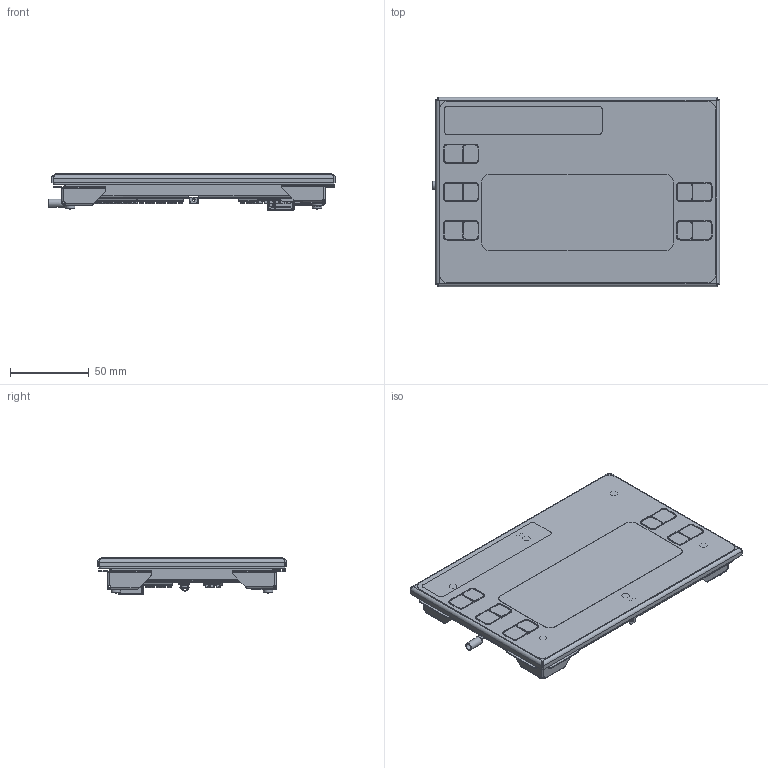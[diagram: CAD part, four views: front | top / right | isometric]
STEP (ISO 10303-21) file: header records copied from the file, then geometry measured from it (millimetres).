
FILE_DESCRIPTION(/* description */ (''),/* implementation_level */ '2;1');
FILE_NAME(/* name */ '1142CX_Simplify_1.stp',/* time_stamp */ '2024-07-05T14:15:45-03:00',/* author */ ('jorge'),/* organization */ (''),/* preprocessor_version */ 'ST-DEVELOPER v20',/* originating_system */ 'Autodesk Inventor 2024',/* authorisation */ '');
FILE_SCHEMA (('AUTOMOTIVE_DESIGN { 1 0 10303 214 3 1 1 }'));
Products named in the file (1): 1142CX_Simplify_1
Bounding box: 182.08 x 120 x 23.26 mm (x, y, z)
Volume: 71879.2 mm3; surface area: 112715.7 mm2
Topology: 13 solids, 24 shells, 4483 faces, 12360 edges, 8022 vertices
Faces by surface type: plane 2963, cylinder 978, bspline 268, cone 234, torus 31, sphere 9
Full cylindrical faces by diameter (mm): 0.1 x4, 1.8 x3, 2.256 x4, 2.8 x4, 3 x4, 3.5 x4, 4 x9, 4.8 x8, 4.95 x10, 5 x1, 5.5 x1, 6 x4, 7 x2, 10 x1
Entity records: 172916 total; most frequent: CARTESIAN_POINT 55727, ORIENTED_EDGE 24682, DIRECTION 22224, EDGE_CURVE 12354, LINE 8780, VECTOR 8780, VERTEX_POINT 8021, AXIS2_PLACEMENT_3D 6722
